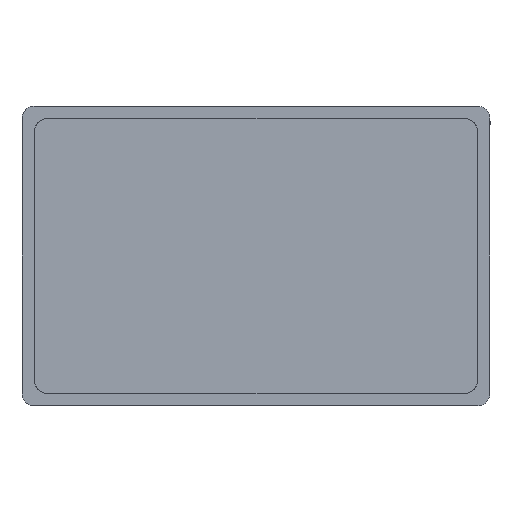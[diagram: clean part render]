
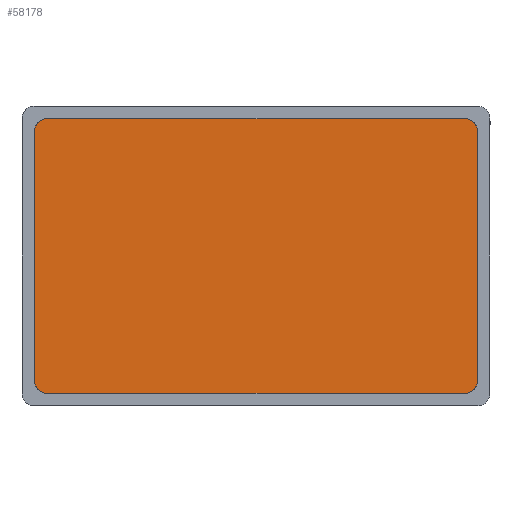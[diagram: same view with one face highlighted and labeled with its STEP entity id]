
A CAD part, front view. The second image highlights one B-rep face of the part: STEP entity #58178.
In plain terms, the highlighted free-form (B-spline) face has degree [1, 1] with [2, 2] control points.
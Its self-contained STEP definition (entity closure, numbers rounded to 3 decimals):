
#57926 = EDGE_CURVE('',#57927,#57929,#57931,.T.);
#57927 = VERTEX_POINT('',#57928);
#57928 = CARTESIAN_POINT('',(-49.761,0.,32.679));
#57929 = VERTEX_POINT('',#57930);
#57930 = CARTESIAN_POINT('',(-52.732,0.,29.708));
#57931 = ( BOUNDED_CURVE() B_SPLINE_CURVE(2,(#57932,#57933,#57934),
.UNSPECIFIED.,.F.,.F.) B_SPLINE_CURVE_WITH_KNOTS((3,3),(3.142,
4.712),.PIECEWISE_BEZIER_KNOTS.) CURVE() 
GEOMETRIC_REPRESENTATION_ITEM() RATIONAL_B_SPLINE_CURVE((1.,
0.707,1.)) REPRESENTATION_ITEM('') );
#57932 = CARTESIAN_POINT('',(-49.761,0.,32.679));
#57933 = CARTESIAN_POINT('',(-52.732,0.,32.679));
#57934 = CARTESIAN_POINT('',(-52.732,0.,29.708));
#57966 = EDGE_CURVE('',#57929,#57967,#57969,.T.);
#57967 = VERTEX_POINT('',#57968);
#57968 = CARTESIAN_POINT('',(-52.732,0.,-29.708));
#57969 = B_SPLINE_CURVE_WITH_KNOTS('',1,(#57970,#57971),.UNSPECIFIED.,
  .F.,.F.,(2,2),(0.,40.),.PIECEWISE_BEZIER_KNOTS.);
#57970 = CARTESIAN_POINT('',(-52.732,0.,29.708));
#57971 = CARTESIAN_POINT('',(-52.732,0.,-29.708));
#57994 = EDGE_CURVE('',#57967,#57995,#57997,.T.);
#57995 = VERTEX_POINT('',#57996);
#57996 = CARTESIAN_POINT('',(-49.761,0.,-32.679));
#57997 = ( BOUNDED_CURVE() B_SPLINE_CURVE(2,(#57998,#57999,#58000),
.UNSPECIFIED.,.F.,.F.) B_SPLINE_CURVE_WITH_KNOTS((3,3),(4.712,
6.283),.PIECEWISE_BEZIER_KNOTS.) CURVE() 
GEOMETRIC_REPRESENTATION_ITEM() RATIONAL_B_SPLINE_CURVE((1.,
0.707,1.)) REPRESENTATION_ITEM('') );
#57998 = CARTESIAN_POINT('',(-52.732,0.,-29.708));
#57999 = CARTESIAN_POINT('',(-52.732,0.,-32.679));
#58000 = CARTESIAN_POINT('',(-49.761,0.,-32.679));
#58026 = EDGE_CURVE('',#57995,#58027,#58029,.T.);
#58027 = VERTEX_POINT('',#58028);
#58028 = CARTESIAN_POINT('',(49.761,0.,-32.679));
#58029 = B_SPLINE_CURVE_WITH_KNOTS('',1,(#58030,#58031),.UNSPECIFIED.,
  .F.,.F.,(2,2),(0.,67.),.PIECEWISE_BEZIER_KNOTS.);
#58030 = CARTESIAN_POINT('',(-49.761,0.,-32.679));
#58031 = CARTESIAN_POINT('',(49.761,0.,-32.679));
#58054 = EDGE_CURVE('',#58027,#58055,#58057,.T.);
#58055 = VERTEX_POINT('',#58056);
#58056 = CARTESIAN_POINT('',(52.732,0.,-29.708));
#58057 = ( BOUNDED_CURVE() B_SPLINE_CURVE(2,(#58058,#58059,#58060),
.UNSPECIFIED.,.F.,.F.) B_SPLINE_CURVE_WITH_KNOTS((3,3),(0.,
1.571),.PIECEWISE_BEZIER_KNOTS.) CURVE() 
GEOMETRIC_REPRESENTATION_ITEM() RATIONAL_B_SPLINE_CURVE((1.,
0.707,1.)) REPRESENTATION_ITEM('') );
#58058 = CARTESIAN_POINT('',(49.761,0.,-32.679));
#58059 = CARTESIAN_POINT('',(52.732,0.,-32.679));
#58060 = CARTESIAN_POINT('',(52.732,0.,-29.708));
#58086 = EDGE_CURVE('',#58055,#58087,#58089,.T.);
#58087 = VERTEX_POINT('',#58088);
#58088 = CARTESIAN_POINT('',(52.732,0.,29.708));
#58089 = B_SPLINE_CURVE_WITH_KNOTS('',1,(#58090,#58091),.UNSPECIFIED.,
  .F.,.F.,(2,2),(0.,40.),.PIECEWISE_BEZIER_KNOTS.);
#58090 = CARTESIAN_POINT('',(52.732,0.,-29.708));
#58091 = CARTESIAN_POINT('',(52.732,0.,29.708));
#58114 = EDGE_CURVE('',#58087,#58115,#58117,.T.);
#58115 = VERTEX_POINT('',#58116);
#58116 = CARTESIAN_POINT('',(49.761,0.,32.679));
#58117 = ( BOUNDED_CURVE() B_SPLINE_CURVE(2,(#58118,#58119,#58120),
.UNSPECIFIED.,.F.,.F.) B_SPLINE_CURVE_WITH_KNOTS((3,3),(1.571,
3.142),.PIECEWISE_BEZIER_KNOTS.) CURVE() 
GEOMETRIC_REPRESENTATION_ITEM() RATIONAL_B_SPLINE_CURVE((1.,
0.707,1.)) REPRESENTATION_ITEM('') );
#58118 = CARTESIAN_POINT('',(52.732,0.,29.708));
#58119 = CARTESIAN_POINT('',(52.732,0.,32.679));
#58120 = CARTESIAN_POINT('',(49.761,0.,32.679));
#58146 = EDGE_CURVE('',#58115,#57927,#58147,.T.);
#58147 = B_SPLINE_CURVE_WITH_KNOTS('',1,(#58148,#58149),.UNSPECIFIED.,
  .F.,.F.,(2,2),(0.,67.),.PIECEWISE_BEZIER_KNOTS.);
#58148 = CARTESIAN_POINT('',(49.761,0.,32.679));
#58149 = CARTESIAN_POINT('',(-49.761,0.,32.679));
#58178 = ADVANCED_FACE('',(#58179),#58189,.T.);
#58179 = FACE_BOUND('',#58180,.T.);
#58180 = EDGE_LOOP('',(#58181,#58182,#58183,#58184,#58185,#58186,#58187,
    #58188));
#58181 = ORIENTED_EDGE('',*,*,#58146,.T.);
#58182 = ORIENTED_EDGE('',*,*,#57926,.T.);
#58183 = ORIENTED_EDGE('',*,*,#57966,.T.);
#58184 = ORIENTED_EDGE('',*,*,#57994,.T.);
#58185 = ORIENTED_EDGE('',*,*,#58026,.T.);
#58186 = ORIENTED_EDGE('',*,*,#58054,.T.);
#58187 = ORIENTED_EDGE('',*,*,#58086,.T.);
#58188 = ORIENTED_EDGE('',*,*,#58114,.T.);
#58189 = B_SPLINE_SURFACE_WITH_KNOTS('',1,1,(
    (#58190,#58191)
    ,(#58192,#58193
    )),.UNSPECIFIED.,.F.,.F.,.F.,(2,2),(2,2),(-22.,22.),(-35.5,35.5),
  .PIECEWISE_BEZIER_KNOTS.);
#58190 = CARTESIAN_POINT('',(-52.732,0.,32.679));
#58191 = CARTESIAN_POINT('',(52.732,0.,32.679));
#58192 = CARTESIAN_POINT('',(-52.732,0.,-32.679));
#58193 = CARTESIAN_POINT('',(52.732,0.,-32.679));
